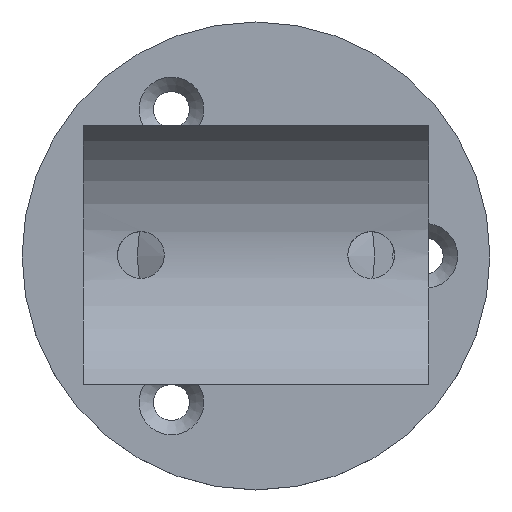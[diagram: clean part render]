
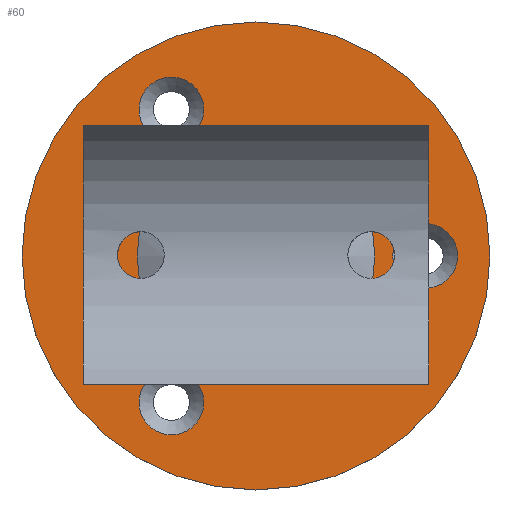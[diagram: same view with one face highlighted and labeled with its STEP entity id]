
A CAD part, top view. The second image highlights one B-rep face of the part: STEP entity #60.
In plain terms, the highlighted planar face has unit normal (0, 0, 1).
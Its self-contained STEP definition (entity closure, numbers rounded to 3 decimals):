
#52=PLANE('',#349);
#60=ADVANCED_FACE('',(#100,#101,#102,#103,#104),#52,.T.);
#100=FACE_BOUND('',#138,.T.);
#101=FACE_BOUND('',#139,.T.);
#102=FACE_BOUND('',#140,.T.);
#103=FACE_BOUND('',#141,.T.);
#104=FACE_BOUND('',#142,.T.);
#138=EDGE_LOOP('',(#199));
#139=EDGE_LOOP('',(#200));
#140=EDGE_LOOP('',(#201));
#141=EDGE_LOOP('',(#202));
#142=EDGE_LOOP('',(#203));
#199=ORIENTED_EDGE('',*,*,#284,.T.);
#200=ORIENTED_EDGE('',*,*,#280,.F.);
#201=ORIENTED_EDGE('',*,*,#285,.T.);
#202=ORIENTED_EDGE('',*,*,#286,.T.);
#203=ORIENTED_EDGE('',*,*,#287,.T.);
#254=VERTEX_POINT('',#687);
#258=VERTEX_POINT('',#697);
#259=VERTEX_POINT('',#699);
#260=VERTEX_POINT('',#701);
#261=VERTEX_POINT('',#703);
#280=EDGE_CURVE('',#254,#254,#305,.T.);
#284=EDGE_CURVE('',#258,#258,#309,.T.);
#285=EDGE_CURVE('',#259,#259,#310,.T.);
#286=EDGE_CURVE('',#260,#260,#311,.T.);
#287=EDGE_CURVE('',#261,#261,#312,.T.);
#305=CIRCLE('',#339,32.5);
#309=CIRCLE('',#345,16.5);
#310=CIRCLE('',#346,4.5);
#311=CIRCLE('',#347,4.5);
#312=CIRCLE('',#348,4.5);
#339=AXIS2_PLACEMENT_3D('',#686,#385,#386);
#345=AXIS2_PLACEMENT_3D('',#696,#397,#398);
#346=AXIS2_PLACEMENT_3D('',#698,#399,#400);
#347=AXIS2_PLACEMENT_3D('',#700,#401,#402);
#348=AXIS2_PLACEMENT_3D('',#702,#403,#404);
#349=AXIS2_PLACEMENT_3D('',#704,#405,#406);
#385=DIRECTION('',(0.,0.,-1.));
#386=DIRECTION('',(1.,0.,0.));
#397=DIRECTION('',(0.,0.,-1.));
#398=DIRECTION('',(1.,0.,0.));
#399=DIRECTION('',(0.,0.,-1.));
#400=DIRECTION('',(1.,0.,0.));
#401=DIRECTION('',(0.,0.,-1.));
#402=DIRECTION('',(1.,0.,0.));
#403=DIRECTION('',(0.,0.,-1.));
#404=DIRECTION('',(1.,0.,0.));
#405=DIRECTION('',(0.,0.,1.));
#406=DIRECTION('',(-1.,0.,0.));
#686=CARTESIAN_POINT('',(0.,0.,4.5));
#687=CARTESIAN_POINT('',(32.5,0.,4.5));
#696=CARTESIAN_POINT('',(0.,0.,4.5));
#697=CARTESIAN_POINT('',(16.5,0.,4.5));
#698=CARTESIAN_POINT('',(-11.75,-20.352,4.5));
#699=CARTESIAN_POINT('',(-7.25,-20.352,4.5));
#700=CARTESIAN_POINT('',(-11.75,20.352,4.5));
#701=CARTESIAN_POINT('',(-7.25,20.352,4.5));
#702=CARTESIAN_POINT('',(23.5,0.,4.5));
#703=CARTESIAN_POINT('',(28.,0.,4.5));
#704=CARTESIAN_POINT('',(0.,0.,4.5));
